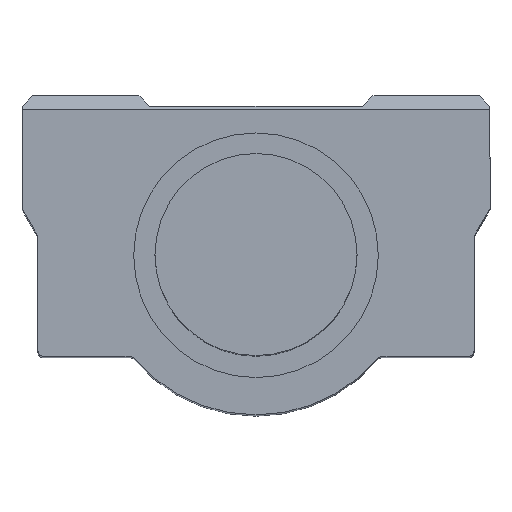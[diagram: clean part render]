
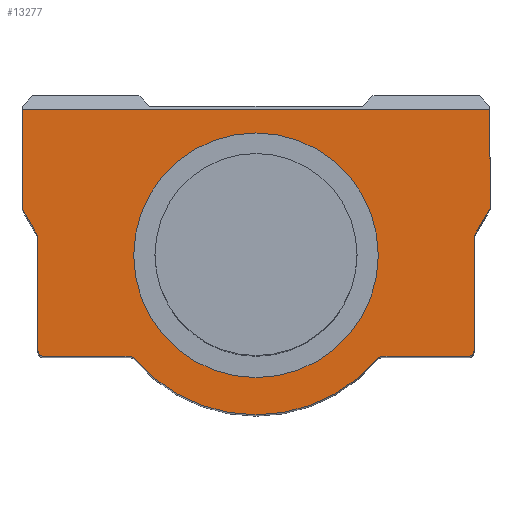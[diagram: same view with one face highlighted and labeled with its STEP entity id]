
A CAD part, top view. The second image highlights one B-rep face of the part: STEP entity #13277.
In plain terms, the highlighted planar face has unit normal (0, 0, 1).
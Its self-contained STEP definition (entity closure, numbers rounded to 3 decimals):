
#205=CARTESIAN_POINT('',(0.0,-11.5,38.5));
#206=VERTEX_POINT('',#205);
#207=CARTESIAN_POINT('',(0.0,0.0,38.5));
#208=DIRECTION('',(0.0,0.0,-1.0));
#209=DIRECTION('',(0.0,-1.0,0.0));
#210=AXIS2_PLACEMENT_3D('',#207,#208,#209);
#211=CIRCLE('',#210,11.5);
#212=EDGE_CURVE('',#206,#206,#211,.T.);
#686=CARTESIAN_POINT('',(-11.843,-9.5,38.5));
#687=VERTEX_POINT('',#686);
#688=CARTESIAN_POINT('',(-20.,-9.5,38.5));
#689=VERTEX_POINT('',#688);
#690=CARTESIAN_POINT('',(-11.843,-9.5,38.5));
#691=DIRECTION('',(-1.0,0.0,0.0));
#692=VECTOR('',#691,8.157);
#693=LINE('',#690,#692);
#694=EDGE_CURVE('',#687,#689,#693,.T.);
#780=CARTESIAN_POINT('',(20.,-9.5,38.5));
#781=VERTEX_POINT('',#780);
#782=CARTESIAN_POINT('',(11.843,-9.5,38.5));
#783=VERTEX_POINT('',#782);
#784=CARTESIAN_POINT('',(20.,-9.5,38.5));
#785=DIRECTION('',(-1.0,0.0,0.0));
#786=VECTOR('',#785,8.157);
#787=LINE('',#784,#786);
#788=EDGE_CURVE('',#781,#783,#787,.T.);
#12318=CARTESIAN_POINT('',(20.5,1.802,38.5));
#12319=VERTEX_POINT('',#12318);
#12320=CARTESIAN_POINT('',(20.5,-9.,38.5));
#12321=VERTEX_POINT('',#12320);
#12322=CARTESIAN_POINT('',(20.5,1.802,38.5));
#12323=DIRECTION('',(0.0,-1.0,0.0));
#12324=VECTOR('',#12323,10.802);
#12325=LINE('',#12322,#12324);
#12326=EDGE_CURVE('',#12319,#12321,#12325,.T.);
#12875=CARTESIAN_POINT('',(-22.,13.7,38.5));
#12876=VERTEX_POINT('',#12875);
#12883=CARTESIAN_POINT('',(22.,13.7,38.5));
#12884=VERTEX_POINT('',#12883);
#12885=CARTESIAN_POINT('',(-22.,13.7,38.5));
#12886=DIRECTION('',(1.0,0.0,0.0));
#12887=VECTOR('',#12886,44.0);
#12888=LINE('',#12885,#12887);
#12889=EDGE_CURVE('',#12876,#12884,#12888,.T.);
#12942=CARTESIAN_POINT('',(-22.0,4.4,38.5));
#12943=VERTEX_POINT('',#12942);
#12950=CARTESIAN_POINT('',(-22.0,4.4,38.5));
#12951=DIRECTION('',(0.0,1.0,0.0));
#12952=VECTOR('',#12951,9.3);
#12953=LINE('',#12950,#12952);
#12954=EDGE_CURVE('',#12943,#12876,#12953,.T.);
#13054=CARTESIAN_POINT('',(22.0,4.4,38.5));
#13055=VERTEX_POINT('',#13054);
#13056=CARTESIAN_POINT('',(22.,13.7,38.5));
#13057=DIRECTION('',(0.0,-1.0,0.0));
#13058=VECTOR('',#13057,9.3);
#13059=LINE('',#13056,#13058);
#13060=EDGE_CURVE('',#12884,#13055,#13059,.T.);
#13077=CARTESIAN_POINT('',(22.0,4.4,38.5));
#13078=DIRECTION('',(-0.5,-0.866,0.0));
#13079=VECTOR('',#13078,3.);
#13080=LINE('',#13077,#13079);
#13081=EDGE_CURVE('',#13055,#12319,#13080,.T.);
#13106=CARTESIAN_POINT('',(20.,-9.,38.5));
#13107=DIRECTION('',(0.0,0.0,-1.0));
#13108=DIRECTION('',(0.0,1.0,0.0));
#13109=AXIS2_PLACEMENT_3D('',#13106,#13107,#13108);
#13110=CIRCLE('',#13109,0.5);
#13111=EDGE_CURVE('',#12321,#781,#13110,.T.);
#13124=CARTESIAN_POINT('',(11.461,-9.677,38.5));
#13125=VERTEX_POINT('',#13124);
#13126=CARTESIAN_POINT('',(11.843,-10.,38.5));
#13127=DIRECTION('',(0.0,0.0,1.0));
#13128=DIRECTION('',(0.0,1.0,0.0));
#13129=AXIS2_PLACEMENT_3D('',#13126,#13127,#13128);
#13130=CIRCLE('',#13129,0.5);
#13131=EDGE_CURVE('',#783,#13125,#13130,.T.);
#13149=CARTESIAN_POINT('',(-11.461,-9.677,38.5));
#13150=VERTEX_POINT('',#13149);
#13151=CARTESIAN_POINT('',(0.0,0.0,38.5));
#13152=DIRECTION('',(0.0,0.0,-1.0));
#13153=DIRECTION('',(0.764,0.645,0.0));
#13154=AXIS2_PLACEMENT_3D('',#13151,#13152,#13153);
#13155=CIRCLE('',#13154,15.);
#13156=EDGE_CURVE('',#13125,#13150,#13155,.T.);
#13174=CARTESIAN_POINT('',(-11.843,-10.,38.5));
#13175=DIRECTION('',(0.0,0.0,1.0));
#13176=DIRECTION('',(0.764,0.645,0.0));
#13177=AXIS2_PLACEMENT_3D('',#13174,#13175,#13176);
#13178=CIRCLE('',#13177,0.5);
#13179=EDGE_CURVE('',#13150,#687,#13178,.T.);
#13192=CARTESIAN_POINT('',(-20.5,-9.0,38.5));
#13193=VERTEX_POINT('',#13192);
#13194=CARTESIAN_POINT('',(-20.,-9.0,38.5));
#13195=DIRECTION('',(0.0,0.0,-1.0));
#13196=DIRECTION('',(1.0,0.0,0.0));
#13197=AXIS2_PLACEMENT_3D('',#13194,#13195,#13196);
#13198=CIRCLE('',#13197,0.5);
#13199=EDGE_CURVE('',#689,#13193,#13198,.T.);
#13217=CARTESIAN_POINT('',(-20.5,1.802,38.5));
#13218=VERTEX_POINT('',#13217);
#13219=CARTESIAN_POINT('',(-20.5,-9.0,38.5));
#13220=DIRECTION('',(0.0,1.0,0.0));
#13221=VECTOR('',#13220,10.802);
#13222=LINE('',#13219,#13221);
#13223=EDGE_CURVE('',#13193,#13218,#13222,.T.);
#13241=CARTESIAN_POINT('',(-20.5,1.802,38.5));
#13242=DIRECTION('',(-0.5,0.866,0.0));
#13243=VECTOR('',#13242,3.);
#13244=LINE('',#13241,#13243);
#13245=EDGE_CURVE('',#13218,#12943,#13244,.T.);
#13253=CARTESIAN_POINT('',(0.,2.007,38.5));
#13254=DIRECTION('',(0.0,0.0,1.0));
#13255=DIRECTION('',(1.0,0.0,0.0));
#13256=AXIS2_PLACEMENT_3D('',#13253,#13254,#13255);
#13257=PLANE('',#13256);
#13258=ORIENTED_EDGE('',*,*,#12889,.F.);
#13259=ORIENTED_EDGE('',*,*,#12954,.F.);
#13260=ORIENTED_EDGE('',*,*,#13245,.F.);
#13261=ORIENTED_EDGE('',*,*,#13223,.F.);
#13262=ORIENTED_EDGE('',*,*,#13199,.F.);
#13263=ORIENTED_EDGE('',*,*,#694,.F.);
#13264=ORIENTED_EDGE('',*,*,#13179,.F.);
#13265=ORIENTED_EDGE('',*,*,#13156,.F.);
#13266=ORIENTED_EDGE('',*,*,#13131,.F.);
#13267=ORIENTED_EDGE('',*,*,#788,.F.);
#13268=ORIENTED_EDGE('',*,*,#13111,.F.);
#13269=ORIENTED_EDGE('',*,*,#12326,.F.);
#13270=ORIENTED_EDGE('',*,*,#13081,.F.);
#13271=ORIENTED_EDGE('',*,*,#13060,.F.);
#13272=EDGE_LOOP('',(#13258,#13259,#13260,#13261,#13262,#13263,#13264,#13265,#13266,#13267,#13268,#13269,#13270,#13271));
#13273=FACE_OUTER_BOUND('',#13272,.T.);
#13274=ORIENTED_EDGE('',*,*,#212,.T.);
#13275=EDGE_LOOP('',(#13274));
#13276=FACE_BOUND('',#13275,.T.);
#13277=ADVANCED_FACE('',(#13273,#13276),#13257,.T.);
